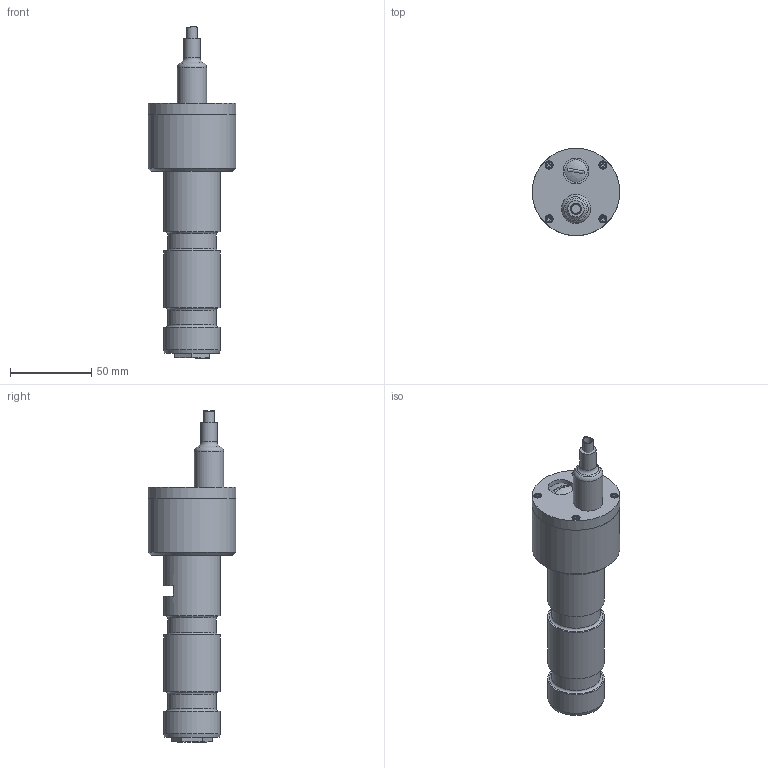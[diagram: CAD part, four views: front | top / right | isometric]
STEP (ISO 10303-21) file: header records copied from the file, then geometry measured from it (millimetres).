
FILE_DESCRIPTION (( 'STEP AP203' ), '1' );
FILE_NAME ('422-414-000-011.STEP', '2016-06-29T08:18:49', ( 'magtroladmin' ), ( 'Hewlett-Packard Company' ), 'SwSTEP 2.0', 'SolidWorks 2016', '' );
FILE_SCHEMA (( 'CONFIG_CONTROL_DESIGN' ));
Length unit declared in the file: millimetre
Products named in the file (1): 422-414-000-011
Bounding box: 54 x 54 x 204.71 mm (x, y, z)
Surface area: 30753.2 mm2 (no closed solid volume)
Topology: 0 solids, 11 shells, 97 faces, 261 edges, 172 vertices
Faces by surface type: plane 55, cylinder 17, cone 13, torus 10, sphere 1, bspline 1
Full cylindrical faces by diameter (mm): 5 x4, 5.5 x1, 6.7 x1, 10 x1, 16 x1, 18 x1, 30 x2, 35 x3, 54 x2
Entity records: 3033 total; most frequent: CARTESIAN_POINT 679, DIRECTION 492, ORIENTED_EDGE 358, EDGE_CURVE 220, AXIS2_PLACEMENT_3D 191, VERTEX_POINT 164, EDGE_LOOP 157, FACE_OUTER_BOUND 124
